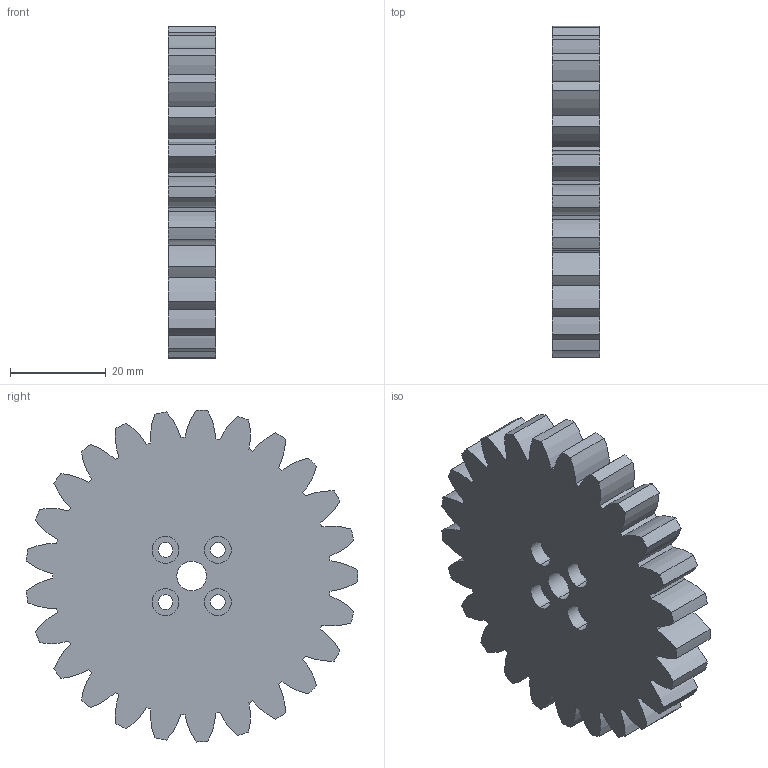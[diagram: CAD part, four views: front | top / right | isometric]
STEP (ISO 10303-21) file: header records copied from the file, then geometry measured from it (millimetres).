
FILE_DESCRIPTION (( 'STEP AP214' ), '1' );
FILE_NAME ('SWP-PINION-V2.STEP', '2025-05-10T00:15:30', ( '' ), ( '' ), 'SwSTEP 2.0', 'SolidWorks 2024', '' );
FILE_SCHEMA (( 'AUTOMOTIVE_DESIGN' ));
Length unit declared in the file: millimetre
Products named in the file (1): SWP-PINION-V2
Bounding box: 10 x 69.16 x 69.27 mm (x, y, z)
Volume: 30557.4 mm3; surface area: 11255.3 mm2
Topology: 1 solids, 1 shells, 131 faces, 372 edges, 248 vertices
Faces by surface type: cylinder 124, plane 7
Entity records: 4457 total; most frequent: DIRECTION 884, CARTESIAN_POINT 752, ORIENTED_EDGE 744, AXIS2_PLACEMENT_3D 380, EDGE_CURVE 372, VERTEX_POINT 248, CIRCLE 248, EDGE_LOOP 146
